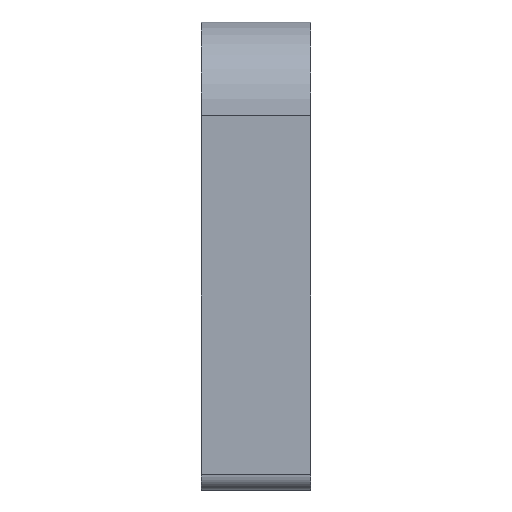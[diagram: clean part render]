
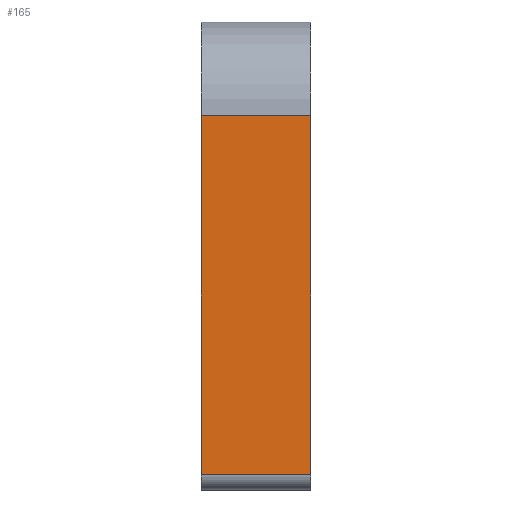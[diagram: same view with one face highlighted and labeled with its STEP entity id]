
A CAD part, left-side view. The second image highlights one B-rep face of the part: STEP entity #165.
In plain terms, the highlighted planar face has unit normal (-1, 0, 0).
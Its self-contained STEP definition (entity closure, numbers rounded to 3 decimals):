
#12 = DIRECTION ( 'NONE',  ( 0., -1., 0. ) ) ;
#21 = ORIENTED_EDGE ( 'NONE', *, *, #414, .F. ) ;
#90 = CARTESIAN_POINT ( 'NONE',  ( 0., 7., 1. ) ) ;
#163 = FACE_OUTER_BOUND ( 'NONE', #846, .T. ) ;
#165 = ADVANCED_FACE ( 'NONE', ( #163 ), #624, .F. ) ;
#177 = LINE ( 'NONE', #295, #600 ) ;
#178 = LINE ( 'NONE', #399, #282 ) ;
#184 = CARTESIAN_POINT ( 'NONE',  ( 0., 7., 0. ) ) ;
#185 = EDGE_CURVE ( 'NONE', #839, #360, #178, .T. ) ;
#256 = DIRECTION ( 'NONE',  ( 0., 0., 1. ) ) ;
#282 = VECTOR ( 'NONE', #256, 1000. ) ;
#295 = CARTESIAN_POINT ( 'NONE',  ( 0., 7., 24. ) ) ;
#296 = VECTOR ( 'NONE', #12, 1000. ) ;
#305 = ORIENTED_EDGE ( 'NONE', *, *, #506, .T. ) ;
#324 = VERTEX_POINT ( 'NONE', #854 ) ;
#360 = VERTEX_POINT ( 'NONE', #630 ) ;
#369 = CARTESIAN_POINT ( 'NONE',  ( 0., 0., 1. ) ) ;
#399 = CARTESIAN_POINT ( 'NONE',  ( 0., 0., 0. ) ) ;
#414 = EDGE_CURVE ( 'NONE', #776, #324, #694, .T. ) ;
#506 = EDGE_CURVE ( 'NONE', #360, #324, #177, .T. ) ;
#513 = ORIENTED_EDGE ( 'NONE', *, *, #185, .T. ) ;
#573 = LINE ( 'NONE', #672, #296 ) ;
#581 = DIRECTION ( 'NONE',  ( 0., 1., 0. ) ) ;
#600 = VECTOR ( 'NONE', #581, 1000. ) ;
#624 = PLANE ( 'NONE',  #823 ) ;
#628 = DIRECTION ( 'NONE',  ( 0., 0., -1. ) ) ;
#630 = CARTESIAN_POINT ( 'NONE',  ( 0., 0., 24. ) ) ;
#672 = CARTESIAN_POINT ( 'NONE',  ( 0., 7., 1. ) ) ;
#679 = ORIENTED_EDGE ( 'NONE', *, *, #794, .T. ) ;
#694 = LINE ( 'NONE', #866, #865 ) ;
#700 = DIRECTION ( 'NONE',  ( 1., 0., 0. ) ) ;
#739 = DIRECTION ( 'NONE',  ( 0., 0., 1. ) ) ;
#776 = VERTEX_POINT ( 'NONE', #90 ) ;
#794 = EDGE_CURVE ( 'NONE', #776, #839, #573, .T. ) ;
#823 = AXIS2_PLACEMENT_3D ( 'NONE', #184, #700, #628 ) ;
#839 = VERTEX_POINT ( 'NONE', #369 ) ;
#846 = EDGE_LOOP ( 'NONE', ( #21, #679, #513, #305 ) ) ;
#854 = CARTESIAN_POINT ( 'NONE',  ( 0., 7., 24. ) ) ;
#865 = VECTOR ( 'NONE', #739, 1000. ) ;
#866 = CARTESIAN_POINT ( 'NONE',  ( 0., 7., 0. ) ) ;
